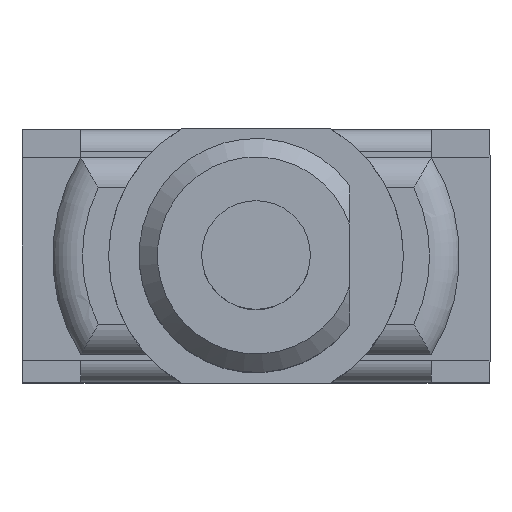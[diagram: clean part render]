
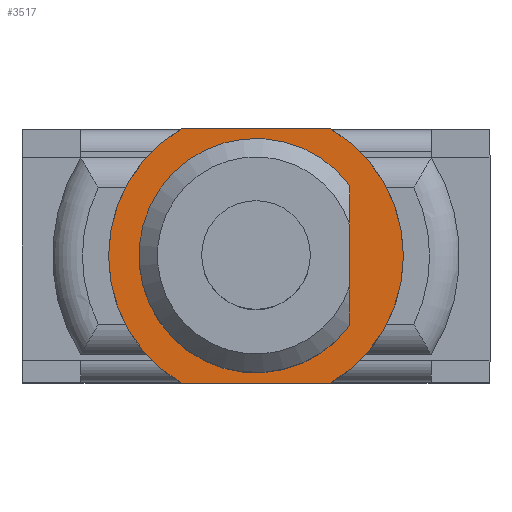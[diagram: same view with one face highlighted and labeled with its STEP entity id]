
A CAD part, top view. The second image highlights one B-rep face of the part: STEP entity #3517.
In plain terms, the highlighted planar face has unit normal (0, 0, 1).
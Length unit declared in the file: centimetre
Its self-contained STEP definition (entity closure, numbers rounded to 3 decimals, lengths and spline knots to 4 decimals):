
#28=FACE_BOUND('',#1224,.T.);
#225=LINE('',#5470,#623);
#232=LINE('',#5502,#630);
#233=LINE('',#5505,#631);
#623=VECTOR('',#4454,1.);
#630=VECTOR('',#4481,1.);
#631=VECTOR('',#4484,1.);
#1008=FACE_OUTER_BOUND('',#1223,.T.);
#1223=EDGE_LOOP('',(#2687,#2688,#2689,#2690));
#1224=EDGE_LOOP('',(#2691,#2692));
#1399=CIRCLE('',#3817,0.275);
#1400=CIRCLE('',#3821,0.4);
#1401=CIRCLE('',#3822,0.4);
#1570=VERTEX_POINT('',#5468);
#1571=VERTEX_POINT('',#5469);
#1578=VERTEX_POINT('',#5498);
#1579=VERTEX_POINT('',#5499);
#1580=VERTEX_POINT('',#5501);
#1581=VERTEX_POINT('',#5503);
#1965=EDGE_CURVE('',#1570,#1571,#225,.T.);
#1977=EDGE_CURVE('',#1571,#1570,#1399,.T.);
#1978=EDGE_CURVE('',#1578,#1579,#1400,.T.);
#1979=EDGE_CURVE('',#1580,#1578,#232,.T.);
#1980=EDGE_CURVE('',#1581,#1580,#1401,.T.);
#1981=EDGE_CURVE('',#1579,#1581,#233,.T.);
#2687=ORIENTED_EDGE('',*,*,#1978,.F.);
#2688=ORIENTED_EDGE('',*,*,#1979,.F.);
#2689=ORIENTED_EDGE('',*,*,#1980,.F.);
#2690=ORIENTED_EDGE('',*,*,#1981,.F.);
#2691=ORIENTED_EDGE('',*,*,#1977,.F.);
#2692=ORIENTED_EDGE('',*,*,#1965,.F.);
#3323=PLANE('',#3820);
#3517=ADVANCED_FACE('',(#1008,#28),#3323,.T.);
#3817=AXIS2_PLACEMENT_3D('',#5494,#4471,#4472);
#3820=AXIS2_PLACEMENT_3D('',#5497,#4477,#4478);
#3821=AXIS2_PLACEMENT_3D('',#5500,#4479,#4480);
#3822=AXIS2_PLACEMENT_3D('',#5504,#4482,#4483);
#4454=DIRECTION('',(0.,1.,0.));
#4471=DIRECTION('center_axis',(0.,0.,
1.));
#4472=DIRECTION('ref_axis',(-1.,0.,0.));
#4477=DIRECTION('center_axis',(0.,0.,
1.));
#4478=DIRECTION('ref_axis',(1.,0.,0.));
#4479=DIRECTION('center_axis',(0.,0.,
-1.));
#4480=DIRECTION('ref_axis',(-0.506,0.863,0.));
#4481=DIRECTION('',(1.,0.,0.));
#4482=DIRECTION('center_axis',(0.,0.,
-1.));
#4483=DIRECTION('ref_axis',(0.506,-0.863,0.));
#4484=DIRECTION('',(-1.,0.,0.));
#5468=CARTESIAN_POINT('',(0.2545,-0.1042,1.142));
#5469=CARTESIAN_POINT('',(0.2545,0.1042,1.142));
#5470=CARTESIAN_POINT('',(0.2545,0.,1.142));
#5494=CARTESIAN_POINT('Origin',(0.,0.,
1.142));
#5497=CARTESIAN_POINT('Origin',(0.,0.,
1.142));
#5498=CARTESIAN_POINT('',(0.2024,0.345,1.142));
#5499=CARTESIAN_POINT('',(0.2024,-0.345,1.142));
#5500=CARTESIAN_POINT('Origin',(0.,0.,
1.142));
#5501=CARTESIAN_POINT('',(-0.2024,0.345,1.142));
#5502=CARTESIAN_POINT('',(-0.2024,0.345,1.142));
#5503=CARTESIAN_POINT('',(-0.2024,-0.345,1.142));
#5504=CARTESIAN_POINT('Origin',(0.,0.,
1.142));
#5505=CARTESIAN_POINT('',(0.2024,-0.345,1.142));
